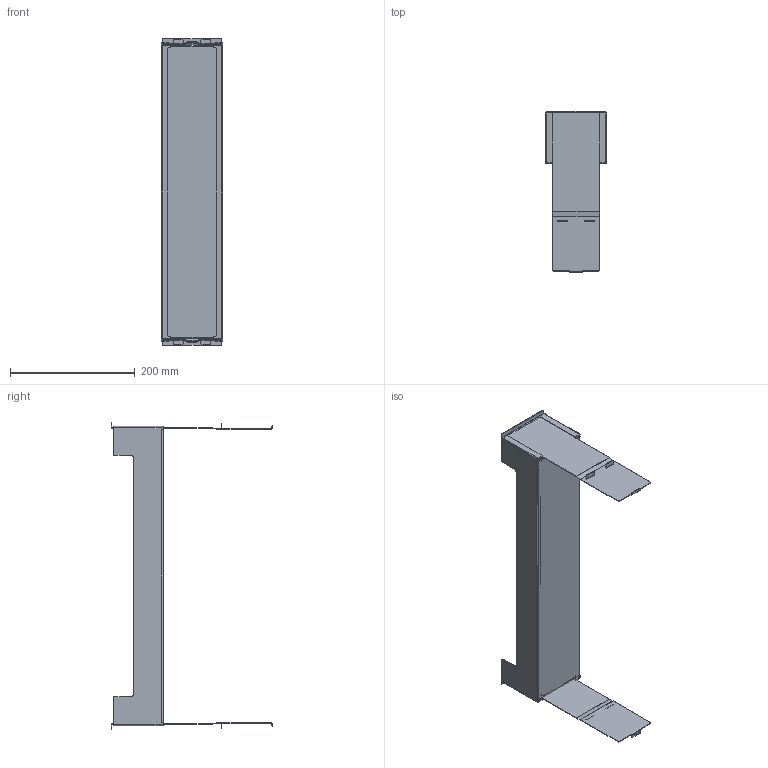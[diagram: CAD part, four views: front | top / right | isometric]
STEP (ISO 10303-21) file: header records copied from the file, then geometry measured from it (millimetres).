
FILE_DESCRIPTION(/* description */ (''),/* implementation_level */ '2;1');
FILE_NAME(/* name */ '3D_200-2492-XX.sat.ipt.stp',/* time_stamp */ '2022-06-09T10:14:57+02:00',/* author */ (''),/* organization */ (''),/* preprocessor_version */ 'ST-DEVELOPER v18.1',/* originating_system */ 'Autodesk Inventor 2021',/* authorisation */ '');
FILE_SCHEMA (('CONFIG_CONTROL_DESIGN'));
Length unit declared in the file: millimetre
Products named in the file (1): 3D_200-2492-XX.sat
Bounding box: 98 x 258.53 x 491.5 mm (x, y, z)
Volume: 181430.9 mm3; surface area: 291549.3 mm2
Topology: 3 solids, 3 shells, 267 faces, 660 edges, 408 vertices
Faces by surface type: plane 171, cylinder 88, bspline 8
Entity records: 10260 total; most frequent: CARTESIAN_POINT 3546, DIRECTION 1340, ORIENTED_EDGE 1320, EDGE_CURVE 660, LINE 468, VECTOR 468, AXIS2_PLACEMENT_3D 436, VERTEX_POINT 408
